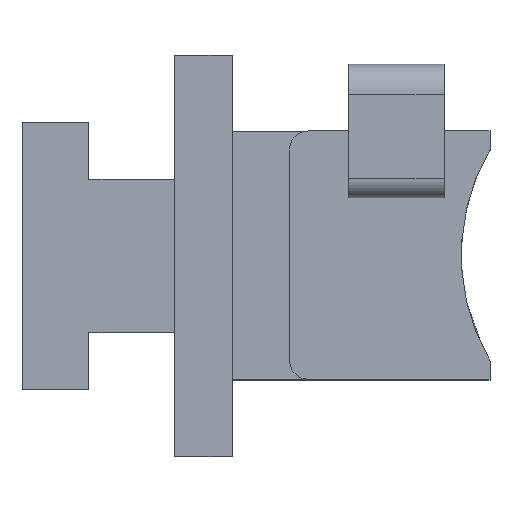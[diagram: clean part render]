
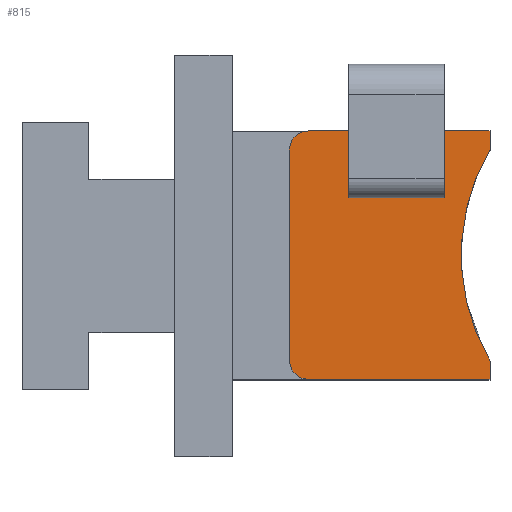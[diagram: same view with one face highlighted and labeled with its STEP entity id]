
A CAD part, top view. The second image highlights one B-rep face of the part: STEP entity #815.
In plain terms, the highlighted planar face has unit normal (0, 0, 1).
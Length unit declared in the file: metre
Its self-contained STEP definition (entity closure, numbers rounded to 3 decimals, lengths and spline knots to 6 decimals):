
#36=CIRCLE('',#855,0.001);
#38=CIRCLE('',#858,0.001);
#50=CIRCLE('',#886,0.011);
#256=ORIENTED_EDGE('',*,*,#395,.T.);
#257=ORIENTED_EDGE('',*,*,#337,.T.);
#258=ORIENTED_EDGE('',*,*,#372,.F.);
#259=ORIENTED_EDGE('',*,*,#333,.T.);
#260=ORIENTED_EDGE('',*,*,#394,.F.);
#261=ORIENTED_EDGE('',*,*,#393,.F.);
#262=ORIENTED_EDGE('',*,*,#388,.F.);
#263=ORIENTED_EDGE('',*,*,#383,.F.);
#264=ORIENTED_EDGE('',*,*,#396,.T.);
#265=ORIENTED_EDGE('',*,*,#360,.F.);
#266=ORIENTED_EDGE('',*,*,#344,.F.);
#267=ORIENTED_EDGE('',*,*,#357,.T.);
#333=EDGE_CURVE('',#435,#436,#36,.T.);
#337=EDGE_CURVE('',#439,#440,#38,.T.);
#344=EDGE_CURVE('',#446,#444,#523,.T.);
#357=EDGE_CURVE('',#446,#455,#532,.T.);
#360=EDGE_CURVE('',#444,#457,#535,.T.);
#372=EDGE_CURVE('',#435,#440,#546,.T.);
#383=EDGE_CURVE('',#468,#469,#555,.T.);
#388=EDGE_CURVE('',#469,#471,#50,.T.);
#393=EDGE_CURVE('',#471,#472,#561,.T.);
#394=EDGE_CURVE('',#472,#436,#562,.T.);
#395=EDGE_CURVE('',#455,#439,#563,.T.);
#396=EDGE_CURVE('',#468,#457,#564,.T.);
#435=VERTEX_POINT('',#1226);
#436=VERTEX_POINT('',#1227);
#439=VERTEX_POINT('',#1235);
#440=VERTEX_POINT('',#1236);
#444=VERTEX_POINT('',#1245);
#446=VERTEX_POINT('',#1249);
#455=VERTEX_POINT('',#1277);
#457=VERTEX_POINT('',#1283);
#468=VERTEX_POINT('',#1324);
#469=VERTEX_POINT('',#1326);
#471=VERTEX_POINT('',#1332);
#472=VERTEX_POINT('',#1348);
#523=LINE('',#1250,#615);
#532=LINE('',#1276,#624);
#535=LINE('',#1282,#627);
#546=LINE('',#1304,#638);
#555=LINE('',#1325,#647);
#561=LINE('',#1349,#653);
#562=LINE('',#1351,#654);
#563=LINE('',#1353,#655);
#564=LINE('',#1354,#656);
#615=VECTOR('',#1011,1.);
#624=VECTOR('',#1038,1.);
#627=VECTOR('',#1043,1.);
#638=VECTOR('',#1064,1.);
#647=VECTOR('',#1085,1.);
#653=VECTOR('',#1105,1.);
#654=VECTOR('',#1108,1.);
#655=VECTOR('',#1111,1.);
#656=VECTOR('',#1112,1.);
#697=EDGE_LOOP('',(#256,#257,#258,#259,#260,#261,#262,#263,#264,#265,#266,
#267));
#740=FACE_BOUND('',#697,.T.);
#773=PLANE('',#892);
#815=ADVANCED_FACE('',(#740),#773,.F.);
#855=AXIS2_PLACEMENT_3D('',#1225,#990,#991);
#858=AXIS2_PLACEMENT_3D('',#1234,#998,#999);
#886=AXIS2_PLACEMENT_3D('',#1340,#1092,#1093);
#892=AXIS2_PLACEMENT_3D('',#1352,#1109,#1110);
#990=DIRECTION('',(0.,0.,1.));
#991=DIRECTION('',(-1.,0.,0.));
#998=DIRECTION('',(0.,0.,1.));
#999=DIRECTION('',(-1.,0.,0.));
#1011=DIRECTION('',(1.,0.,0.));
#1038=DIRECTION('',(0.,1.,0.));
#1043=DIRECTION('',(0.,1.,0.));
#1064=DIRECTION('',(0.,1.,0.));
#1085=DIRECTION('',(0.,-1.,0.));
#1092=DIRECTION('',(0.,0.,1.));
#1093=DIRECTION('',(1.,0.,0.));
#1105=DIRECTION('',(0.,-1.,0.));
#1108=DIRECTION('',(-1.,0.,0.));
#1109=DIRECTION('',(0.,0.,-1.));
#1110=DIRECTION('',(-1.,0.,0.));
#1111=DIRECTION('',(-1.,0.,0.));
#1112=DIRECTION('',(-1.,0.,0.));
#1225=CARTESIAN_POINT('',(0.004,-0.0055,0.0275));
#1226=CARTESIAN_POINT('',(0.003,-0.0055,0.0275));
#1227=CARTESIAN_POINT('',(0.004,-0.0065,0.0275));
#1234=CARTESIAN_POINT('',(0.004,0.0055,0.0275));
#1235=CARTESIAN_POINT('',(0.004,0.0065,0.0275));
#1236=CARTESIAN_POINT('',(0.003,0.0055,0.0275));
#1245=CARTESIAN_POINT('',(0.0111,0.003,0.0275));
#1249=CARTESIAN_POINT('',(0.0061,0.003,0.0275));
#1250=CARTESIAN_POINT('',(0.023,0.003,0.0275));
#1276=CARTESIAN_POINT('',(0.0061,0.0065,0.0275));
#1277=CARTESIAN_POINT('',(0.0061,0.0065,0.0275));
#1282=CARTESIAN_POINT('',(0.0111,0.0065,0.0275));
#1283=CARTESIAN_POINT('',(0.0111,0.0065,0.0275));
#1304=CARTESIAN_POINT('',(0.003,-0.0065,0.0275));
#1324=CARTESIAN_POINT('',(0.0135,0.0065,0.0275));
#1325=CARTESIAN_POINT('',(0.0135,0.,0.0275));
#1326=CARTESIAN_POINT('',(0.0135,0.005545,0.0275));
#1332=CARTESIAN_POINT('',(0.0135,-0.005545,0.0275));
#1340=CARTESIAN_POINT('',(0.023,0.,0.0275));
#1348=CARTESIAN_POINT('',(0.0135,-0.0065,0.0275));
#1349=CARTESIAN_POINT('',(0.0135,0.,0.0275));
#1351=CARTESIAN_POINT('',(0.023,-0.0065,0.0275));
#1352=CARTESIAN_POINT('',(0.023,0.0065,0.0275));
#1353=CARTESIAN_POINT('',(0.023,0.0065,0.0275));
#1354=CARTESIAN_POINT('',(0.023,0.0065,0.0275));
